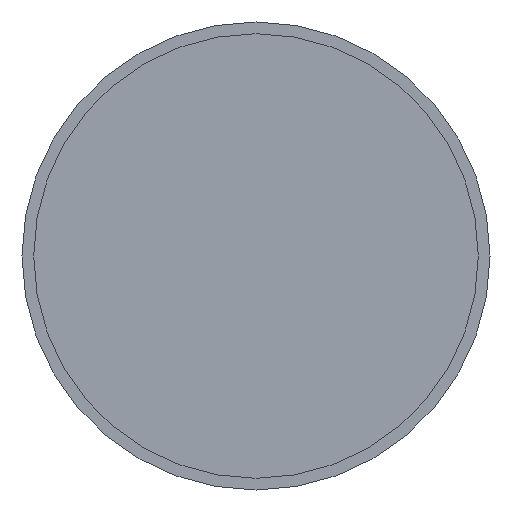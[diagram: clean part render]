
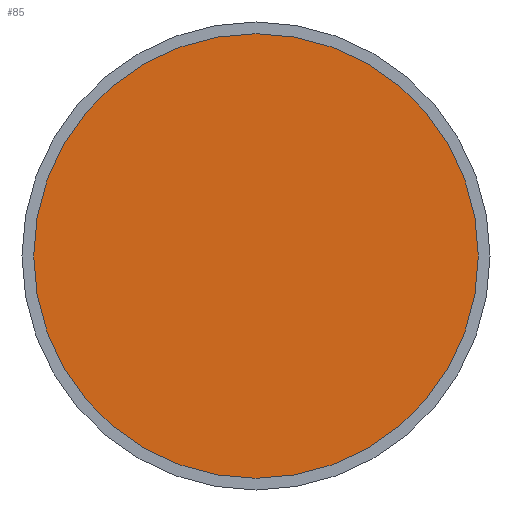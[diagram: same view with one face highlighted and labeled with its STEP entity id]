
A CAD part, front view. The second image highlights one B-rep face of the part: STEP entity #85.
In plain terms, the highlighted planar face has unit normal (0, -1, 0).
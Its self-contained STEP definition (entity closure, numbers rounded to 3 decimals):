
#85 = ADVANCED_FACE( '', ( #182 ), #183, .F. );
#182 = FACE_OUTER_BOUND( '', #314, .T. );
#183 = PLANE( '', #315 );
#314 = EDGE_LOOP( '', ( #466 ) );
#315 = AXIS2_PLACEMENT_3D( '', #467, #468, #469 );
#466 = ORIENTED_EDGE( '', *, *, #559, .T. );
#467 = CARTESIAN_POINT( '', ( 38., -3., 0. ) );
#468 = DIRECTION( '', ( 0., 1., 0. ) );
#469 = DIRECTION( '', ( 0., 0., 1. ) );
#559 = EDGE_CURVE( '', #642, #642, #643, .T. );
#642 = VERTEX_POINT( '', #739 );
#643 = CIRCLE( '', #740, 38. );
#739 = CARTESIAN_POINT( '', ( 0., -3., -38. ) );
#740 = AXIS2_PLACEMENT_3D( '', #821, #822, #823 );
#821 = CARTESIAN_POINT( '', ( 0., -3., 0. ) );
#822 = DIRECTION( '', ( 0., -1., 0. ) );
#823 = DIRECTION( '', ( 0., 0., -1. ) );
